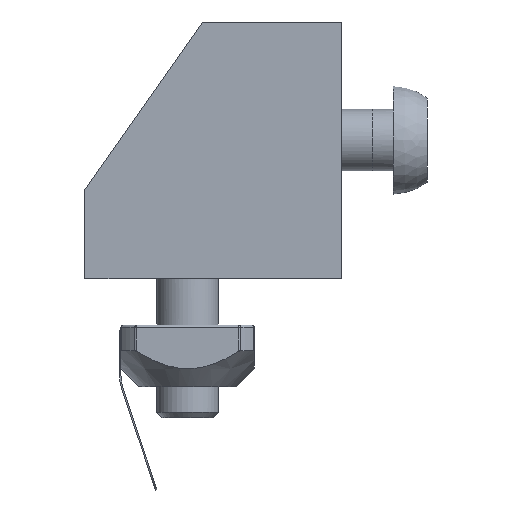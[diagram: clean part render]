
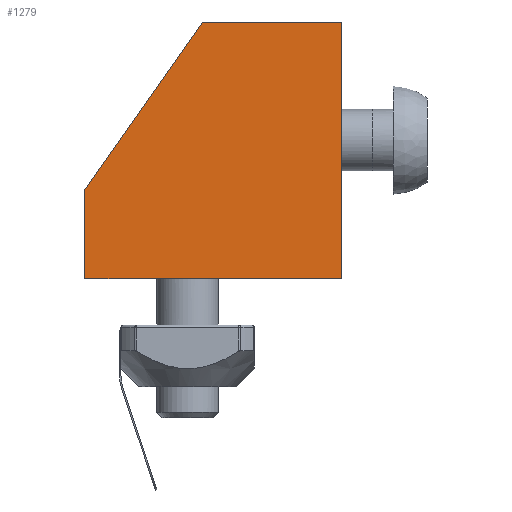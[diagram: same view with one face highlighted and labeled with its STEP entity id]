
A CAD part, left-side view. The second image highlights one B-rep face of the part: STEP entity #1279.
In plain terms, the highlighted planar face has unit normal (-1, 0, 0).
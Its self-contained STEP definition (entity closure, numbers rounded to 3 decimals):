
#1279=ADVANCED_FACE('',(#1489),#1490,.T.);
#1489=FACE_OUTER_BOUND('',#1712,.T.);
#1490=PLANE('',#1713);
#1712=EDGE_LOOP('',(#2356,#2357,#2358,#2359,#2360));
#1713=AXIS2_PLACEMENT_3D('',#2361,#2362,#2363);
#2356=ORIENTED_EDGE('',*,*,#2643,.T.);
#2357=ORIENTED_EDGE('',*,*,#2648,.T.);
#2358=ORIENTED_EDGE('',*,*,#2626,.T.);
#2359=ORIENTED_EDGE('',*,*,#2632,.T.);
#2360=ORIENTED_EDGE('',*,*,#2638,.T.);
#2361=CARTESIAN_POINT('',(-9.0,0.0,0.0));
#2362=DIRECTION('',(-1.0,0.0,0.0));
#2363=DIRECTION('',(0.0,-1.0,0.0));
#2626=EDGE_CURVE('',#2937,#2950,#2952,.T.);
#2632=EDGE_CURVE('',#2950,#2962,#2963,.T.);
#2638=EDGE_CURVE('',#2962,#2972,#2973,.T.);
#2643=EDGE_CURVE('',#2972,#2980,#2982,.T.);
#2648=EDGE_CURVE('',#2980,#2937,#2990,.F.);
#2937=VERTEX_POINT('',#3603);
#2950=VERTEX_POINT('',#3622);
#2952=LINE('',#3625,#3626);
#2962=VERTEX_POINT('',#3640);
#2963=LINE('',#3641,#3642);
#2972=VERTEX_POINT('',#3654);
#2973=LINE('',#3655,#3656);
#2980=VERTEX_POINT('',#3666);
#2982=LINE('',#3669,#3670);
#2990=LINE('',#3682,#3683);
#3603=CARTESIAN_POINT('',(-9.0,10.0,8.66));
#3622=CARTESIAN_POINT('',(-9.0,10.0,0.0));
#3625=CARTESIAN_POINT('',(-9.0,10.0,12.5));
#3626=VECTOR('',#3981,1.0);
#3640=CARTESIAN_POINT('',(-9.0,-15.0,0.0));
#3641=CARTESIAN_POINT('',(-9.0,-2.5,0.0));
#3642=VECTOR('',#3989,1.0);
#3654=CARTESIAN_POINT('',(-9.0,-15.0,25.0));
#3655=CARTESIAN_POINT('',(-9.0,-15.0,12.5));
#3656=VECTOR('',#3999,1.0);
#3666=CARTESIAN_POINT('',(-9.0,-1.44,25.0));
#3669=CARTESIAN_POINT('',(-9.0,-2.5,25.0));
#3670=VECTOR('',#4004,1.0);
#3682=CARTESIAN_POINT('',(-9.0,10.779,7.547));
#3683=VECTOR('',#4009,1.0);
#3981=DIRECTION('',(0.0,0.,-1.0));
#3989=DIRECTION('',(0.0,-1.0,0.0));
#3999=DIRECTION('',(0.0,0.,1.0));
#4004=DIRECTION('',(0.0,1.0,0.));
#4009=DIRECTION('',(0.0,-0.574,0.819));
